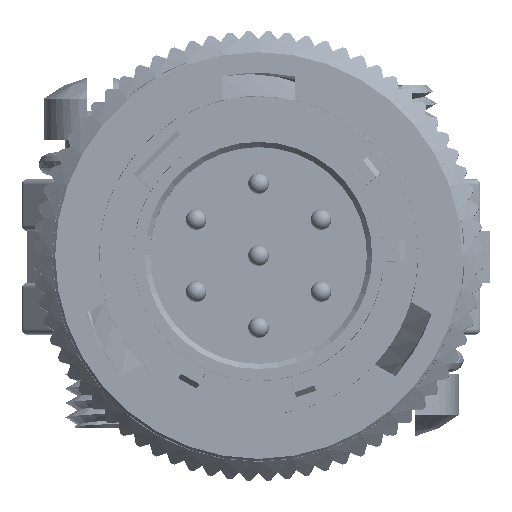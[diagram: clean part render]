
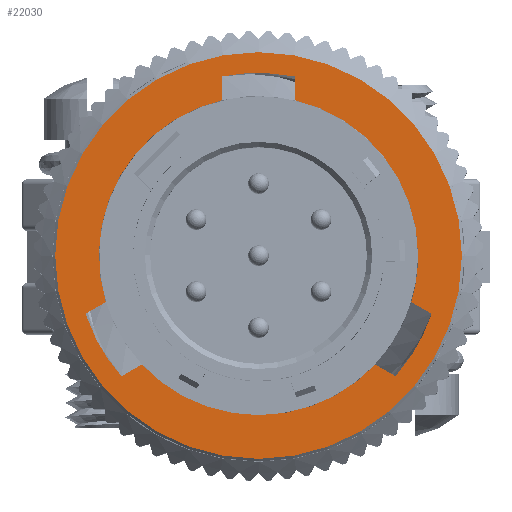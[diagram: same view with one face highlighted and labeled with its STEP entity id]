
A CAD part, top view. The second image highlights one B-rep face of the part: STEP entity #22030.
In plain terms, the highlighted planar face has unit normal (0, 0, 1).
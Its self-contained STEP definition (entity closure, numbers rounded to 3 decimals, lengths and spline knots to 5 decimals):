
#1073=FACE_BOUND('',#4139,.T.);
#1882=PLANE('',#24122);
#2767=FACE_OUTER_BOUND('',#4138,.T.);
#4138=EDGE_LOOP('',(#16767));
#4139=EDGE_LOOP('',(#16768,#16769,#16770,#16771,#16772,#16773,#16774,#16775,
#16776,#16777,#16778,#16779,#16780,#16781,#16782,#16783));
#5521=CIRCLE('',#24118,0.3887);
#5524=CIRCLE('',#24123,0.30512);
#5525=CIRCLE('',#24124,0.30512);
#5526=CIRCLE('',#24125,0.30512);
#5527=CIRCLE('',#24126,0.30512);
#6759=B_SPLINE_CURVE_WITH_KNOTS('',3,(#38352,#38353,#38354,#38355),
 .UNSPECIFIED.,.F.,.F.,(4,4),(0.,0.7795),.UNSPECIFIED.);
#6760=B_SPLINE_CURVE_WITH_KNOTS('',3,(#38359,#38360,#38361,#38362),
 .UNSPECIFIED.,.F.,.F.,(4,4),(0.2205,1.),.UNSPECIFIED.);
#6761=B_SPLINE_CURVE_WITH_KNOTS('',3,(#38364,#38365,#38366,#38367),
 .UNSPECIFIED.,.F.,.F.,(4,4),(0.,1.),.UNSPECIFIED.);
#6762=B_SPLINE_CURVE_WITH_KNOTS('',3,(#38369,#38370,#38371,#38372,#38373),
 .UNSPECIFIED.,.F.,.F.,(4,1,4),(0.,0.57143,1.),.UNSPECIFIED.);
#6763=B_SPLINE_CURVE_WITH_KNOTS('',3,(#38375,#38376,#38377,#38378),
 .UNSPECIFIED.,.F.,.F.,(4,4),(0.,0.7795),.UNSPECIFIED.);
#6764=B_SPLINE_CURVE_WITH_KNOTS('',3,(#38382,#38383,#38384,#38385),
 .UNSPECIFIED.,.F.,.F.,(4,4),(0.2205,1.),.UNSPECIFIED.);
#6765=B_SPLINE_CURVE_WITH_KNOTS('',3,(#38387,#38388,#38389,#38390),
 .UNSPECIFIED.,.F.,.F.,(4,4),(0.,1.),.UNSPECIFIED.);
#6766=B_SPLINE_CURVE_WITH_KNOTS('',3,(#38392,#38393,#38394,#38395,#38396),
 .UNSPECIFIED.,.F.,.F.,(4,1,4),(0.,0.57143,1.),.UNSPECIFIED.);
#6767=B_SPLINE_CURVE_WITH_KNOTS('',3,(#38398,#38399,#38400,#38401),
 .UNSPECIFIED.,.F.,.F.,(4,4),(0.,0.7795),.UNSPECIFIED.);
#6768=B_SPLINE_CURVE_WITH_KNOTS('',3,(#38407,#38408,#38409,#38410),
 .UNSPECIFIED.,.F.,.F.,(4,4),(0.2205,1.),.UNSPECIFIED.);
#6769=B_SPLINE_CURVE_WITH_KNOTS('',3,(#38412,#38413,#38414,#38415),
 .UNSPECIFIED.,.F.,.F.,(4,4),(0.,1.),.UNSPECIFIED.);
#6770=B_SPLINE_CURVE_WITH_KNOTS('',3,(#38416,#38417,#38418,#38419,#38420),
 .UNSPECIFIED.,.F.,.F.,(4,1,4),(0.,0.57143,1.),.UNSPECIFIED.);
#9863=VERTEX_POINT('',#38216);
#9875=VERTEX_POINT('',#38350);
#9876=VERTEX_POINT('',#38351);
#9877=VERTEX_POINT('',#38356);
#9878=VERTEX_POINT('',#38358);
#9879=VERTEX_POINT('',#38363);
#9880=VERTEX_POINT('',#38368);
#9881=VERTEX_POINT('',#38374);
#9882=VERTEX_POINT('',#38379);
#9883=VERTEX_POINT('',#38381);
#9884=VERTEX_POINT('',#38386);
#9885=VERTEX_POINT('',#38391);
#9886=VERTEX_POINT('',#38397);
#9887=VERTEX_POINT('',#38402);
#9888=VERTEX_POINT('',#38404);
#9889=VERTEX_POINT('',#38406);
#9890=VERTEX_POINT('',#38411);
#12434=EDGE_CURVE('',#9863,#9863,#5521,.T.);
#12449=EDGE_CURVE('',#9875,#9876,#6759,.T.);
#12450=EDGE_CURVE('',#9876,#9877,#5524,.T.);
#12451=EDGE_CURVE('',#9877,#9878,#6760,.T.);
#12452=EDGE_CURVE('',#9878,#9879,#6761,.T.);
#12453=EDGE_CURVE('',#9879,#9880,#6762,.T.);
#12454=EDGE_CURVE('',#9880,#9881,#6763,.T.);
#12455=EDGE_CURVE('',#9881,#9882,#5525,.T.);
#12456=EDGE_CURVE('',#9882,#9883,#6764,.T.);
#12457=EDGE_CURVE('',#9883,#9884,#6765,.T.);
#12458=EDGE_CURVE('',#9884,#9885,#6766,.T.);
#12459=EDGE_CURVE('',#9885,#9886,#6767,.T.);
#12460=EDGE_CURVE('',#9886,#9887,#5526,.T.);
#12461=EDGE_CURVE('',#9887,#9888,#5527,.T.);
#12462=EDGE_CURVE('',#9888,#9889,#6768,.T.);
#12463=EDGE_CURVE('',#9889,#9890,#6769,.T.);
#12464=EDGE_CURVE('',#9890,#9875,#6770,.T.);
#16767=ORIENTED_EDGE('',*,*,#12434,.F.);
#16768=ORIENTED_EDGE('',*,*,#12449,.T.);
#16769=ORIENTED_EDGE('',*,*,#12450,.T.);
#16770=ORIENTED_EDGE('',*,*,#12451,.T.);
#16771=ORIENTED_EDGE('',*,*,#12452,.T.);
#16772=ORIENTED_EDGE('',*,*,#12453,.T.);
#16773=ORIENTED_EDGE('',*,*,#12454,.T.);
#16774=ORIENTED_EDGE('',*,*,#12455,.T.);
#16775=ORIENTED_EDGE('',*,*,#12456,.T.);
#16776=ORIENTED_EDGE('',*,*,#12457,.T.);
#16777=ORIENTED_EDGE('',*,*,#12458,.T.);
#16778=ORIENTED_EDGE('',*,*,#12459,.T.);
#16779=ORIENTED_EDGE('',*,*,#12460,.T.);
#16780=ORIENTED_EDGE('',*,*,#12461,.T.);
#16781=ORIENTED_EDGE('',*,*,#12462,.T.);
#16782=ORIENTED_EDGE('',*,*,#12463,.T.);
#16783=ORIENTED_EDGE('',*,*,#12464,.T.);
#22030=ADVANCED_FACE('',(#2767,#1073),#1882,.F.);
#24118=AXIS2_PLACEMENT_3D('',#38217,#27916,#27917);
#24122=AXIS2_PLACEMENT_3D('',#38349,#27927,#27928);
#24123=AXIS2_PLACEMENT_3D('',#38357,#27929,#27930);
#24124=AXIS2_PLACEMENT_3D('',#38380,#27931,#27932);
#24125=AXIS2_PLACEMENT_3D('',#38403,#27933,#27934);
#24126=AXIS2_PLACEMENT_3D('',#38405,#27935,#27936);
#27916=DIRECTION('center_axis',(0.,0.,-1.));
#27917=DIRECTION('ref_axis',(-1.,0.,0.));
#27927=DIRECTION('center_axis',(0.,0.,-1.));
#27928=DIRECTION('ref_axis',(-1.,0.,0.));
#27929=DIRECTION('center_axis',(0.,0.,-1.));
#27930=DIRECTION('ref_axis',(-1.,0.,0.));
#27931=DIRECTION('center_axis',(0.,0.,-1.));
#27932=DIRECTION('ref_axis',(-1.,0.,0.));
#27933=DIRECTION('center_axis',(0.,0.,-1.));
#27934=DIRECTION('ref_axis',(-1.,0.,0.));
#27935=DIRECTION('center_axis',(0.,0.,-1.));
#27936=DIRECTION('ref_axis',(-1.,0.,0.));
#38216=CARTESIAN_POINT('',(0.3887,0.,0.9675));
#38217=CARTESIAN_POINT('Origin',(0.,0.,0.9675));
#38349=CARTESIAN_POINT('Origin',(0.,0.,0.9675));
#38350=CARTESIAN_POINT('',(0.26202,-0.23084,0.9675));
#38351=CARTESIAN_POINT('',(0.22297,-0.20829,0.9675));
#38352=CARTESIAN_POINT('Ctrl Pts',(0.26202,-0.23084,
0.9675));
#38353=CARTESIAN_POINT('Ctrl Pts',(0.249,-0.22332,
0.9675));
#38354=CARTESIAN_POINT('Ctrl Pts',(0.23599,-0.2158,
0.9675));
#38355=CARTESIAN_POINT('Ctrl Pts',(0.22297,-0.20829,
0.9675));
#38356=CARTESIAN_POINT('',(-0.22297,-0.20829,0.9675));
#38357=CARTESIAN_POINT('Origin',(0.,0.,0.9675));
#38358=CARTESIAN_POINT('',(-0.26202,-0.23084,0.9675));
#38359=CARTESIAN_POINT('Ctrl Pts',(-0.22297,-0.20829,
0.9675));
#38360=CARTESIAN_POINT('Ctrl Pts',(-0.23599,-0.2158,
0.9675));
#38361=CARTESIAN_POINT('Ctrl Pts',(-0.249,-0.22332,
0.9675));
#38362=CARTESIAN_POINT('Ctrl Pts',(-0.26202,-0.23084,
0.9675));
#38363=CARTESIAN_POINT('',(-0.28842,-0.19687,0.9675));
#38364=CARTESIAN_POINT('Ctrl Pts',(-0.26202,-0.23084,
0.9675));
#38365=CARTESIAN_POINT('Ctrl Pts',(-0.27151,-0.22007,
0.9675));
#38366=CARTESIAN_POINT('Ctrl Pts',(-0.28033,-0.20872,
0.9675));
#38367=CARTESIAN_POINT('Ctrl Pts',(-0.28842,-0.19687,
0.9675));
#38368=CARTESIAN_POINT('',(-0.33092,-0.1115,0.9675));
#38369=CARTESIAN_POINT('Ctrl Pts',(-0.28842,-0.19687,
0.9675));
#38370=CARTESIAN_POINT('Ctrl Pts',(-0.29304,-0.19009,
0.9675));
#38371=CARTESIAN_POINT('Ctrl Pts',(-0.3118,-0.16113,
0.9675));
#38372=CARTESIAN_POINT('Ctrl Pts',(-0.32656,-0.12445,
0.9675));
#38373=CARTESIAN_POINT('Ctrl Pts',(-0.33092,-0.1115,
0.9675));
#38374=CARTESIAN_POINT('',(-0.29186,-0.08895,0.9675));
#38375=CARTESIAN_POINT('Ctrl Pts',(-0.33092,-0.1115,
0.9675));
#38376=CARTESIAN_POINT('Ctrl Pts',(-0.3179,-0.10398,
0.9675));
#38377=CARTESIAN_POINT('Ctrl Pts',(-0.30488,-0.09647,
0.9675));
#38378=CARTESIAN_POINT('Ctrl Pts',(-0.29186,-0.08895,
0.9675));
#38379=CARTESIAN_POINT('',(-0.0689,0.29724,0.9675));
#38380=CARTESIAN_POINT('Origin',(0.,0.,0.9675));
#38381=CARTESIAN_POINT('',(-0.0689,0.34234,0.9675));
#38382=CARTESIAN_POINT('Ctrl Pts',(-0.0689,0.29724,
0.9675));
#38383=CARTESIAN_POINT('Ctrl Pts',(-0.0689,0.31227,
0.9675));
#38384=CARTESIAN_POINT('Ctrl Pts',(-0.0689,0.3273,
0.9675));
#38385=CARTESIAN_POINT('Ctrl Pts',(-0.0689,0.34234,
0.9675));
#38386=CARTESIAN_POINT('',(-0.02628,0.34821,0.9675));
#38387=CARTESIAN_POINT('Ctrl Pts',(-0.0689,0.34234,
0.9675));
#38388=CARTESIAN_POINT('Ctrl Pts',(-0.05483,0.34517,
0.9675));
#38389=CARTESIAN_POINT('Ctrl Pts',(-0.04059,0.34713,
0.9675));
#38390=CARTESIAN_POINT('Ctrl Pts',(-0.02628,0.34821,
0.9675));
#38391=CARTESIAN_POINT('',(0.0689,0.34234,0.9675));
#38392=CARTESIAN_POINT('Ctrl Pts',(-0.02628,0.34821,
0.9675));
#38393=CARTESIAN_POINT('Ctrl Pts',(-0.01811,0.34883,
0.9675));
#38394=CARTESIAN_POINT('Ctrl Pts',(0.01636,0.35059,
0.9675));
#38395=CARTESIAN_POINT('Ctrl Pts',(0.0555,0.34503,
0.9675));
#38396=CARTESIAN_POINT('Ctrl Pts',(0.0689,0.34234,
0.9675));
#38397=CARTESIAN_POINT('',(0.0689,0.29724,0.9675));
#38398=CARTESIAN_POINT('Ctrl Pts',(0.0689,0.34234,
0.9675));
#38399=CARTESIAN_POINT('Ctrl Pts',(0.0689,0.3273,
0.9675));
#38400=CARTESIAN_POINT('Ctrl Pts',(0.0689,0.31227,
0.9675));
#38401=CARTESIAN_POINT('Ctrl Pts',(0.0689,0.29724,
0.9675));
#38402=CARTESIAN_POINT('',(0.30512,0.,0.9675));
#38403=CARTESIAN_POINT('Origin',(0.,0.,0.9675));
#38404=CARTESIAN_POINT('',(0.29186,-0.08895,0.9675));
#38405=CARTESIAN_POINT('Origin',(0.,0.,0.9675));
#38406=CARTESIAN_POINT('',(0.33092,-0.1115,0.9675));
#38407=CARTESIAN_POINT('Ctrl Pts',(0.29186,-0.08895,
0.9675));
#38408=CARTESIAN_POINT('Ctrl Pts',(0.30488,-0.09647,
0.9675));
#38409=CARTESIAN_POINT('Ctrl Pts',(0.3179,-0.10398,
0.9675));
#38410=CARTESIAN_POINT('Ctrl Pts',(0.33092,-0.1115,
0.9675));
#38411=CARTESIAN_POINT('',(0.3147,-0.15134,0.9675));
#38412=CARTESIAN_POINT('Ctrl Pts',(0.33092,-0.1115,
0.9675));
#38413=CARTESIAN_POINT('Ctrl Pts',(0.32634,-0.1251,
0.9675));
#38414=CARTESIAN_POINT('Ctrl Pts',(0.32092,-0.13841,
0.9675));
#38415=CARTESIAN_POINT('Ctrl Pts',(0.3147,-0.15134,
0.9675));
#38416=CARTESIAN_POINT('Ctrl Pts',(0.3147,-0.15134,
0.9675));
#38417=CARTESIAN_POINT('Ctrl Pts',(0.31115,-0.15873,
0.9675));
#38418=CARTESIAN_POINT('Ctrl Pts',(0.29544,-0.18946,
0.9675));
#38419=CARTESIAN_POINT('Ctrl Pts',(0.27106,-0.22058,
0.9675));
#38420=CARTESIAN_POINT('Ctrl Pts',(0.26202,-0.23084,
0.9675));
